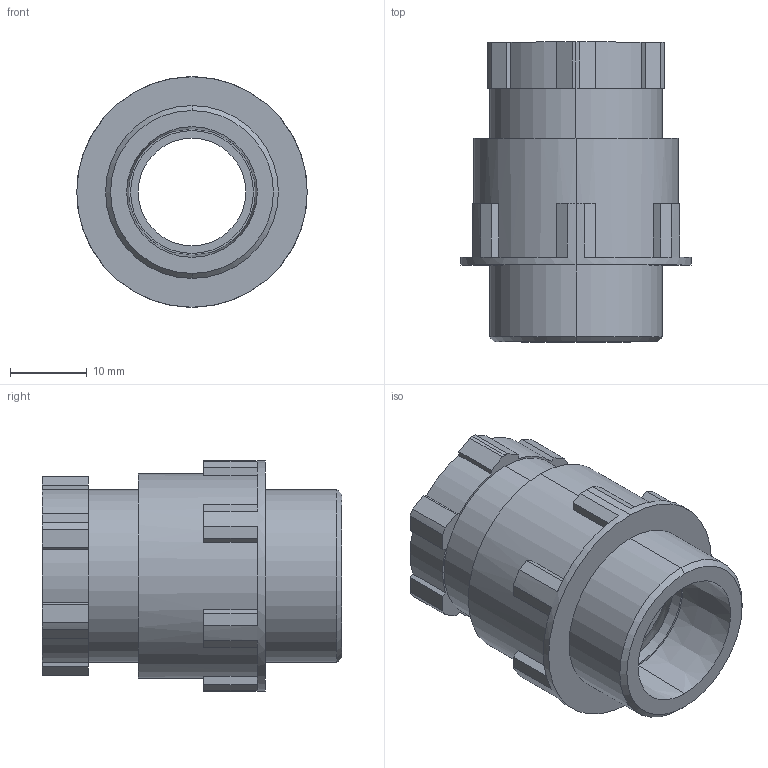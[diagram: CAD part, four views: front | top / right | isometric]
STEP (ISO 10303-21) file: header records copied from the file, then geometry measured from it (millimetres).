
FILE_DESCRIPTION (( 'STEP AP214' ), '1' );
FILE_NAME ('2036169.STP', '2020-07-20T07:57:18', ( '' ), ( '' ), 'SwSTEP 2.0', 'SolidWorks 2018', '' );
FILE_SCHEMA (( 'AUTOMOTIVE_DESIGN' ));
Length unit declared in the file: millimetre
Products named in the file (5): 022659_Pg16 Di14 30700051; 2036169; EV731-16_Standard; EV169-16-01_Pg16 10mm; EV510-16_Standard
Assembly tree (4 placements, depth 2):
  2036169
    EV169-16-01_Pg16 10mm
    EV510-16_Standard
    EV731-16_Standard
    022659_Pg16 Di14 30700051
Bounding box: 30 x 39.02 x 30 mm (x, y, z)
Volume: 10905 mm3; surface area: 8915.6 mm2
Topology: 4 solids, 4 shells, 114 faces, 301 edges, 198 vertices
Faces by surface type: plane 71, cylinder 33, cone 8, torus 2
Entity records: 3759 total; most frequent: DIRECTION 647, CARTESIAN_POINT 620, ORIENTED_EDGE 602, EDGE_CURVE 301, AXIS2_PLACEMENT_3D 225, VERTEX_POINT 198, VECTOR 197, LINE 197
